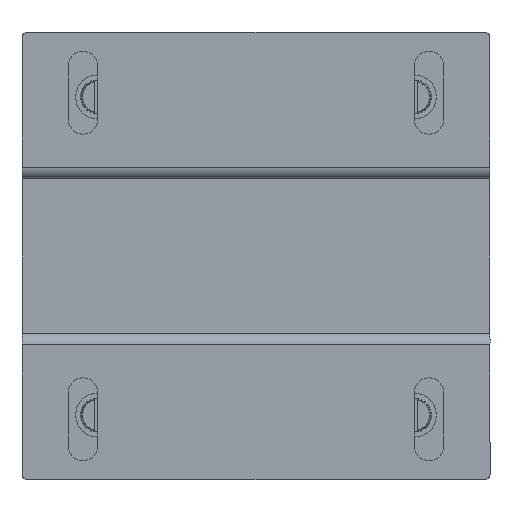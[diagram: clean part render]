
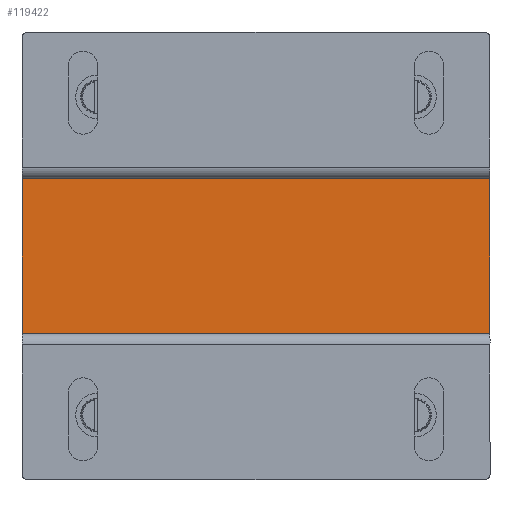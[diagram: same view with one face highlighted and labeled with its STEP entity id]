
A CAD part, front view. The second image highlights one B-rep face of the part: STEP entity #119422.
In plain terms, the highlighted planar face has unit normal (0, -1, 0).
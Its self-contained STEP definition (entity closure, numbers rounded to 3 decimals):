
#11209 = CARTESIAN_POINT ( 'NONE',  ( -100.51, -22.267, 209.054 ) ) ;
#13349 = EDGE_LOOP ( 'NONE', ( #75891, #118996, #85112, #132355 ) ) ;
#18580 = EDGE_CURVE ( 'NONE', #107662, #114996, #64057, .T. ) ;
#24071 = FACE_OUTER_BOUND ( 'NONE', #13349, .T. ) ;
#26388 = PLANE ( 'NONE',  #53810 ) ;
#28942 = CARTESIAN_POINT ( 'NONE',  ( -196.51, -22.267, 177.304 ) ) ;
#30923 = CARTESIAN_POINT ( 'NONE',  ( -100.51, -22.267, 177.304 ) ) ;
#31079 = LINE ( 'NONE', #115947, #111475 ) ;
#45424 = VERTEX_POINT ( 'NONE', #30923 ) ;
#53810 = AXIS2_PLACEMENT_3D ( 'NONE', #76272, #64585, #148023 ) ;
#54232 = LINE ( 'NONE', #90164, #69812 ) ;
#61349 = LINE ( 'NONE', #144867, #129311 ) ;
#64057 = LINE ( 'NONE', #28942, #66472 ) ;
#64585 = DIRECTION ( 'NONE',  ( 0., 1., 0. ) ) ;
#66472 = VECTOR ( 'NONE', #135027, 1000. ) ;
#69812 = VECTOR ( 'NONE', #103301, 1000. ) ;
#74616 = EDGE_CURVE ( 'NONE', #45424, #121569, #54232, .T. ) ;
#75891 = ORIENTED_EDGE ( 'NONE', *, *, #150394, .T. ) ;
#76272 = CARTESIAN_POINT ( 'NONE',  ( -100.51, -22.267, 177.304 ) ) ;
#85112 = ORIENTED_EDGE ( 'NONE', *, *, #123528, .F. ) ;
#85577 = DIRECTION ( 'NONE',  ( -1., 0., 0. ) ) ;
#90164 = CARTESIAN_POINT ( 'NONE',  ( -100.51, -22.267, 177.304 ) ) ;
#96316 = CARTESIAN_POINT ( 'NONE',  ( -196.51, -22.267, 209.054 ) ) ;
#103301 = DIRECTION ( 'NONE',  ( 0., 0., 1. ) ) ;
#107662 = VERTEX_POINT ( 'NONE', #108300 ) ;
#108300 = CARTESIAN_POINT ( 'NONE',  ( -196.51, -22.267, 177.304 ) ) ;
#111475 = VECTOR ( 'NONE', #151960, 1000. ) ;
#114996 = VERTEX_POINT ( 'NONE', #96316 ) ;
#115947 = CARTESIAN_POINT ( 'NONE',  ( -100.51, -22.267, 177.304 ) ) ;
#118996 = ORIENTED_EDGE ( 'NONE', *, *, #18580, .F. ) ;
#119422 = ADVANCED_FACE ( 'NONE', ( #24071 ), #26388, .F. ) ;
#121569 = VERTEX_POINT ( 'NONE', #11209 ) ;
#123528 = EDGE_CURVE ( 'NONE', #45424, #107662, #31079, .T. ) ;
#129311 = VECTOR ( 'NONE', #85577, 1000. ) ;
#132355 = ORIENTED_EDGE ( 'NONE', *, *, #74616, .T. ) ;
#135027 = DIRECTION ( 'NONE',  ( 0., 0., 1. ) ) ;
#144867 = CARTESIAN_POINT ( 'NONE',  ( -100.51, -22.267, 209.054 ) ) ;
#148023 = DIRECTION ( 'NONE',  ( 0., 0., -1. ) ) ;
#150394 = EDGE_CURVE ( 'NONE', #121569, #114996, #61349, .T. ) ;
#151960 = DIRECTION ( 'NONE',  ( -1., 0., 0. ) ) ;
